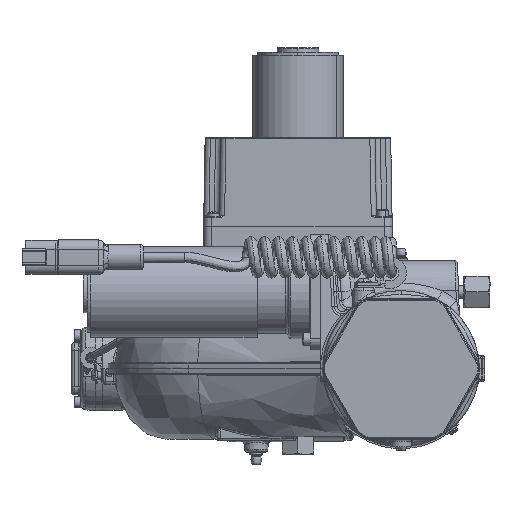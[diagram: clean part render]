
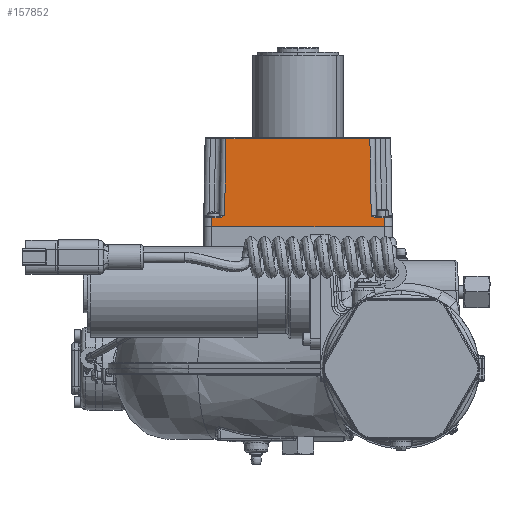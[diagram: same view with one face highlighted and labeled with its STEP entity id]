
A CAD part, front view. The second image highlights one B-rep face of the part: STEP entity #157852.
In plain terms, the highlighted planar face has unit normal (0, -1, 0.018).
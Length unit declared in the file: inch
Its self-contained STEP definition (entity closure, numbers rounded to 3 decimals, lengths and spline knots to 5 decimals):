
#1067 = VERTEX_POINT ( 'NONE', #107308 ) ;
#4176 = EDGE_CURVE ( 'Defeatured_15_164+Defeatured_15_163+Defeatured_15_136+Defeatured_15_4', #8397, #49001, #57981, .T. ) ;
#6461 = EDGE_LOOP ( 'NONE', ( #41297, #72806, #55242, #84557, #152027, #96561, #32149, #96087, #18874, #32992, #161110 ) ) ;
#6558 = CARTESIAN_POINT ( 'NONE',  ( -4.24796, -0.27728, 3.67744 ) ) ;
#6745 = CARTESIAN_POINT ( 'NONE',  ( -0.59546, -0.27817, 3.62654 ) ) ;
#7853 = CARTESIAN_POINT ( 'NONE',  ( -0.62502, -0.27811, 3.62978 ) ) ;
#8276 = CARTESIAN_POINT ( 'NONE',  ( -4.23977, -0.27716, 3.68408 ) ) ;
#8397 = VERTEX_POINT ( 'NONE', #45750 ) ;
#13973 = LINE ( 'NONE', #47895, #144504 ) ;
#17122 = DIRECTION ( 'NONE',  ( 1., 0., 0. ) ) ;
#18616 = CARTESIAN_POINT ( 'NONE',  ( -0.71684, -0.27764, 3.657 ) ) ;
#18874 = ORIENTED_EDGE ( 'NONE', *, *, #30085, .T. ) ;
#20996 = CARTESIAN_POINT ( 'NONE',  ( -0.65575, -0.27797, 3.63782 ) ) ;
#21177 = CARTESIAN_POINT ( 'NONE',  ( -0.5937, -0.27817, 3.62654 ) ) ;
#28009 = EDGE_CURVE ( 'Defeatured_15_164+Defeatured_15_138+Defeatured_15_139+Defeatured_15_137', #33445, #161905, #150174, .T. ) ;
#30085 = EDGE_CURVE ( 'Defeatured_15_164+Defeatured_15_4+Defeatured_15_163+Defeatured_15_162', #49001, #1067, #30784, .T. ) ;
#30784 = LINE ( 'NONE', #95279, #100190 ) ;
#32149 = ORIENTED_EDGE ( 'NONE', *, *, #162971, .T. ) ;
#32789 = CARTESIAN_POINT ( 'NONE',  ( -4.29204, -0.27783, 3.6457 ) ) ;
#32992 = ORIENTED_EDGE ( 'NONE', *, *, #127954, .T. ) ;
#33445 = VERTEX_POINT ( 'NONE', #166468 ) ;
#34113 = CARTESIAN_POINT ( 'NONE',  ( -0.68623, -0.27779, 3.64798 ) ) ;
#37487 = LINE ( 'NONE', #99589, #133308 ) ;
#37681 = VERTEX_POINT ( 'NONE', #21177 ) ;
#40091 = CARTESIAN_POINT ( 'NONE',  ( -4.23977, -0.27716, 3.68408 ) ) ;
#40769 = CARTESIAN_POINT ( 'NONE',  ( -4.5487, -0.27817, 3.62654 ) ) ;
#41297 = ORIENTED_EDGE ( 'NONE', *, *, #137988, .T. ) ;
#42377 = LINE ( 'NONE', #146437, #73008 ) ;
#45750 = CARTESIAN_POINT ( 'NONE',  ( -4.5487, -0.27817, 3.62654 ) ) ;
#45958 = CARTESIAN_POINT ( 'NONE',  ( -4.34706, -0.27817, 3.62654 ) ) ;
#46146 = CARTESIAN_POINT ( 'NONE',  ( -0.5937, -0.27817, 3.62654 ) ) ;
#46171 = VECTOR ( 'NONE', #169216, 39.37008 ) ;
#47243 = CARTESIAN_POINT ( 'NONE',  ( -0.7066, -0.27768, 3.65432 ) ) ;
#47895 = CARTESIAN_POINT ( 'NONE',  ( -4.3593, -0.27817, 3.62654 ) ) ;
#49001 = VERTEX_POINT ( 'NONE', #76534 ) ;
#50124 = PLANE ( 'NONE',  #82613 ) ;
#53855 = VECTOR ( 'NONE', #93240, 39.37008 ) ;
#55242 = ORIENTED_EDGE ( 'NONE', *, *, #103006, .T. ) ;
#56603 = CARTESIAN_POINT ( 'NONE',  ( -4.35928, -0.27817, 3.62654 ) ) ;
#57981 = LINE ( 'NONE', #40769, #53855 ) ;
#58405 = VERTEX_POINT ( 'NONE', #112856 ) ;
#60386 = CARTESIAN_POINT ( 'NONE',  ( -0.71684, -0.27764, 3.657 ) ) ;
#63225 = DIRECTION ( 'NONE',  ( 1., 0., 0. ) ) ;
#64822 = VECTOR ( 'NONE', #135735, 39.37008 ) ;
#67360 = EDGE_CURVE ( 'Defeatured_15_164+Defeatured_15_141+Defeatured_15_142+Defeatured_15_140', #145076, #100162, #42377, .T. ) ;
#70877 = CARTESIAN_POINT ( 'NONE',  ( -0.7493, -0.24518, 5.51654 ) ) ;
#72806 = ORIENTED_EDGE ( 'NONE', *, *, #67360, .T. ) ;
#72957 = CARTESIAN_POINT ( 'NONE',  ( -0.59898, -0.27817, 3.62661 ) ) ;
#73008 = VECTOR ( 'NONE', #81538, 39.37008 ) ;
#74722 = CARTESIAN_POINT ( 'NONE',  ( -0.4043, -0.27817, 3.62654 ) ) ;
#74906 = CARTESIAN_POINT ( 'NONE',  ( -0.4043, -0.27817, 3.62654 ) ) ;
#76502 = CARTESIAN_POINT ( 'NONE',  ( -4.2037, -0.24518, 5.51654 ) ) ;
#76534 = CARTESIAN_POINT ( 'NONE',  ( -4.55251, -0.282, 3.407 ) ) ;
#77756 = VERTEX_POINT ( 'NONE', #56603 ) ;
#81538 = DIRECTION ( 'NONE',  ( -0.017, 0.017, 1. ) ) ;
#82613 = AXIS2_PLACEMENT_3D ( 'NONE', #101968, #141233, #63225 ) ;
#84557 = ORIENTED_EDGE ( 'NONE', *, *, #107529, .T. ) ;
#85932 = CARTESIAN_POINT ( 'NONE',  ( -0.7493, -0.24518, 5.51654 ) ) ;
#86036 = CARTESIAN_POINT ( 'NONE',  ( -0.61467, -0.27814, 3.62799 ) ) ;
#86414 = CARTESIAN_POINT ( 'NONE',  ( -4.23562, -0.2771, 3.68746 ) ) ;
#86502 = DIRECTION ( 'NONE',  ( -0.017, 0.017, 1. ) ) ;
#87977 = DIRECTION ( 'NONE',  ( -1., 0., 0. ) ) ;
#93240 = DIRECTION ( 'NONE',  ( -0.017, -0.017, -1. ) ) ;
#95279 = CARTESIAN_POINT ( 'NONE',  ( -4.55253, -0.282, 3.407 ) ) ;
#96087 = ORIENTED_EDGE ( 'NONE', *, *, #4176, .T. ) ;
#96561 = ORIENTED_EDGE ( 'NONE', *, *, #154823, .T. ) ;
#99130 = CARTESIAN_POINT ( 'NONE',  ( -0.63874, -0.27806, 3.63289 ) ) ;
#99589 = CARTESIAN_POINT ( 'NONE',  ( -0.40047, -0.282, 3.407 ) ) ;
#100162 = VERTEX_POINT ( 'NONE', #85932 ) ;
#100190 = VECTOR ( 'NONE', #17122, 39.37008 ) ;
#101968 = CARTESIAN_POINT ( 'NONE',  ( -4.7457, -0.282, 3.407 ) ) ;
#102915 = B_SPLINE_CURVE_WITH_KNOTS ( 'NONE', 3,
 ( #46146, #6745, #72957, #163952, #86036, #7853, #99130, #20996, #112227, #34113, #125256, #47243, #138359, #60386 ),
 .UNSPECIFIED., .F., .F.,
 ( 4, 1, 1, 1, 1, 1, 1, 1, 1, 1, 1, 4 ),
 ( 0., 0.04167, 0.08333, 0.16667, 0.25, 0.33333, 0.5, 0.66667, 0.75, 0.83333, 0.91667, 1. ),
 .UNSPECIFIED. ) ;
#103006 = EDGE_CURVE ( 'Defeatured_15_164+Defeatured_15_140+Defeatured_15_141+Defeatured_15_139', #100162, #58405, #168710, .T. ) ;
#107308 = CARTESIAN_POINT ( 'NONE',  ( -0.40049, -0.282, 3.407 ) ) ;
#107529 = EDGE_CURVE ( 'Defeatured_15_164+Defeatured_15_139+Defeatured_15_140+Defeatured_15_138', #58405, #33445, #119557, .T. ) ;
#110925 = CARTESIAN_POINT ( 'NONE',  ( -4.26474, -0.27751, 3.66413 ) ) ;
#112227 = CARTESIAN_POINT ( 'NONE',  ( -0.67269, -0.27787, 3.64346 ) ) ;
#112856 = CARTESIAN_POINT ( 'NONE',  ( -4.2037, -0.24518, 5.51654 ) ) ;
#113469 = DIRECTION ( 'NONE',  ( -1., 0., 0. ) ) ;
#119557 = LINE ( 'NONE', #76502, #46171 ) ;
#123947 = CARTESIAN_POINT ( 'NONE',  ( -4.32347, -0.27809, 3.63096 ) ) ;
#125256 = CARTESIAN_POINT ( 'NONE',  ( -0.6964, -0.27774, 3.65125 ) ) ;
#126233 = EDGE_CURVE ( 'Defeatured_15_164+Defeatured_15_135+Defeatured_15_162+Defeatured_15_142', #159015, #37681, #127527, .T. ) ;
#127527 = LINE ( 'NONE', #74906, #154047 ) ;
#127954 = EDGE_CURVE ( 'Defeatured_15_164+Defeatured_15_162+Defeatured_15_4+Defeatured_15_135', #1067, #159015, #37487, .T. ) ;
#133308 = VECTOR ( 'NONE', #86502, 39.37008 ) ;
#135735 = DIRECTION ( 'NONE',  ( -1., 0., 0. ) ) ;
#137042 = CARTESIAN_POINT ( 'NONE',  ( -4.35928, -0.27817, 3.62654 ) ) ;
#137988 = EDGE_CURVE ( 'Defeatured_15_164+Defeatured_15_142+Defeatured_15_135+Defeatured_15_141', #37681, #145076, #102915, .T. ) ;
#138359 = CARTESIAN_POINT ( 'NONE',  ( -0.71342, -0.27765, 3.65615 ) ) ;
#141233 = DIRECTION ( 'NONE',  ( 0., -1., 0.017 ) ) ;
#142737 = B_SPLINE_CURVE_WITH_KNOTS ( 'NONE', 3,
 ( #162667, #6558, #110925, #32789, #123947, #45958, #137042 ),
 .UNSPECIFIED., .F., .F.,
 ( 4, 1, 1, 1, 4 ),
 ( 2., 2.65707, 3.33414, 4.04864, 4.81004 ),
 .UNSPECIFIED. ) ;
#144504 = VECTOR ( 'NONE', #113469, 39.37008 ) ;
#145076 = VERTEX_POINT ( 'NONE', #18616 ) ;
#146437 = CARTESIAN_POINT ( 'NONE',  ( -0.71684, -0.27764, 3.657 ) ) ;
#150174 = B_SPLINE_CURVE_WITH_KNOTS ( 'NONE', 2,
 ( #86414, #164368, #8276 ),
 .UNSPECIFIED., .F., .F.,
 ( 3, 3 ),
 ( 0., 1. ),
 .UNSPECIFIED. ) ;
#152027 = ORIENTED_EDGE ( 'NONE', *, *, #28009, .T. ) ;
#154047 = VECTOR ( 'NONE', #87977, 39.37008 ) ;
#154823 = EDGE_CURVE ( 'Defeatured_15_164+Defeatured_15_137+Defeatured_15_138+Defeatured_15_136', #161905, #77756, #142737, .T. ) ;
#156288 = FACE_OUTER_BOUND ( 'NONE', #6461, .T. ) ;
#157852 = ADVANCED_FACE ( 'Defeatured_15_164', ( #156288 ), #50124, .T. ) ;
#159015 = VERTEX_POINT ( 'NONE', #74722 ) ;
#161110 = ORIENTED_EDGE ( 'NONE', *, *, #126233, .T. ) ;
#161905 = VERTEX_POINT ( 'NONE', #40091 ) ;
#162667 = CARTESIAN_POINT ( 'NONE',  ( -4.23977, -0.27716, 3.68408 ) ) ;
#162971 = EDGE_CURVE ( 'Defeatured_15_164+Defeatured_15_136+Defeatured_15_137+Defeatured_15_163', #77756, #8397, #13973, .T. ) ;
#163952 = CARTESIAN_POINT ( 'NONE',  ( -0.60598, -0.27816, 3.62702 ) ) ;
#164368 = CARTESIAN_POINT ( 'NONE',  ( -4.2377, -0.27713, 3.68577 ) ) ;
#166468 = CARTESIAN_POINT ( 'NONE',  ( -4.23562, -0.2771, 3.68746 ) ) ;
#168710 = LINE ( 'NONE', #70877, #64822 ) ;
#169216 = DIRECTION ( 'NONE',  ( -0.017, -0.017, -1. ) ) ;
